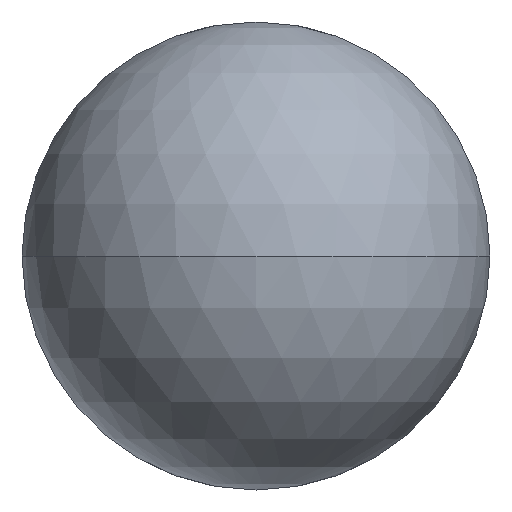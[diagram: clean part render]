
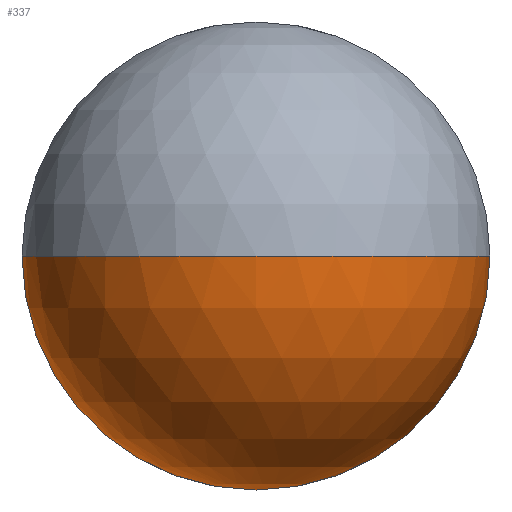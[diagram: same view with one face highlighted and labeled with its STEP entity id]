
A CAD part, front view. The second image highlights one B-rep face of the part: STEP entity #337.
In plain terms, the highlighted spherical face has radius 1.587 mm.
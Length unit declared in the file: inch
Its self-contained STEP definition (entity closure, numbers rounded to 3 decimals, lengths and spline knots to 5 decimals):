
#8 = DIRECTION ( 'NONE',  ( -1., 0., 0. ) ) ;
#19 = CIRCLE ( 'NONE', #224, 0.0625 ) ;
#28 = DIRECTION ( 'NONE',  ( 0., 0., -1. ) ) ;
#39 = CARTESIAN_POINT ( 'NONE',  ( 0., 0.0625, 0. ) ) ;
#50 = CARTESIAN_POINT ( 'NONE',  ( 0., 0.0625, -0.0625 ) ) ;
#71 = EDGE_CURVE ( 'NONE', #144, #140, #19, .T. ) ;
#83 = CARTESIAN_POINT ( 'NONE',  ( 0., 0.0625, 0. ) ) ;
#91 = CARTESIAN_POINT ( 'NONE',  ( 0., 0.0625, 0. ) ) ;
#93 = CIRCLE ( 'NONE', #381, 0.0625 ) ;
#103 = CARTESIAN_POINT ( 'NONE',  ( 0., 0., 0. ) ) ;
#104 = CARTESIAN_POINT ( 'NONE',  ( 0., 0.0625, 0. ) ) ;
#140 = VERTEX_POINT ( 'NONE', #50 ) ;
#144 = VERTEX_POINT ( 'NONE', #454 ) ;
#150 = EDGE_LOOP ( 'NONE', ( #339, #366, #170, #168 ) ) ;
#168 = ORIENTED_EDGE ( 'NONE', *, *, #320, .F. ) ;
#170 = ORIENTED_EDGE ( 'NONE', *, *, #207, .T. ) ;
#172 = CARTESIAN_POINT ( 'NONE',  ( 0.0625, 0.0625, 0. ) ) ;
#189 = VERTEX_POINT ( 'NONE', #172 ) ;
#207 = EDGE_CURVE ( 'NONE', #189, #262, #496, .T. ) ;
#218 = CARTESIAN_POINT ( 'NONE',  ( 0., 0.0625, 0. ) ) ;
#224 = AXIS2_PLACEMENT_3D ( 'NONE', #104, #236, #484 ) ;
#236 = DIRECTION ( 'NONE',  ( 0., -1., 0. ) ) ;
#244 = FACE_OUTER_BOUND ( 'NONE', #150, .T. ) ;
#262 = VERTEX_POINT ( 'NONE', #103 ) ;
#291 = CIRCLE ( 'NONE', #399, 0.0625 ) ;
#292 = DIRECTION ( 'NONE',  ( 0., 0., -1. ) ) ;
#315 = EDGE_CURVE ( 'NONE', #140, #189, #291, .T. ) ;
#320 = EDGE_CURVE ( 'NONE', #144, #262, #93, .T. ) ;
#323 = DIRECTION ( 'NONE',  ( 0., -1., 0. ) ) ;
#336 = AXIS2_PLACEMENT_3D ( 'NONE', #218, #292, #489 ) ;
#337 = ADVANCED_FACE ( 'NONE', ( #244 ), #499, .T. ) ;
#339 = ORIENTED_EDGE ( 'NONE', *, *, #71, .T. ) ;
#365 = DIRECTION ( 'NONE',  ( 0., 0., -1. ) ) ;
#366 = ORIENTED_EDGE ( 'NONE', *, *, #315, .T. ) ;
#381 = AXIS2_PLACEMENT_3D ( 'NONE', #83, #393, #437 ) ;
#392 = AXIS2_PLACEMENT_3D ( 'NONE', #91, #365, #8 ) ;
#393 = DIRECTION ( 'NONE',  ( 0., 0., 1. ) ) ;
#399 = AXIS2_PLACEMENT_3D ( 'NONE', #39, #323, #28 ) ;
#437 = DIRECTION ( 'NONE',  ( 1., 0., 0. ) ) ;
#454 = CARTESIAN_POINT ( 'NONE',  ( -0.0625, 0.0625, 0. ) ) ;
#484 = DIRECTION ( 'NONE',  ( 0., 0., -1. ) ) ;
#489 = DIRECTION ( 'NONE',  ( -1., 0., 0. ) ) ;
#496 = CIRCLE ( 'NONE', #336, 0.0625 ) ;
#499 = SPHERICAL_SURFACE ( 'NONE', #392, 0.0625 ) ;
